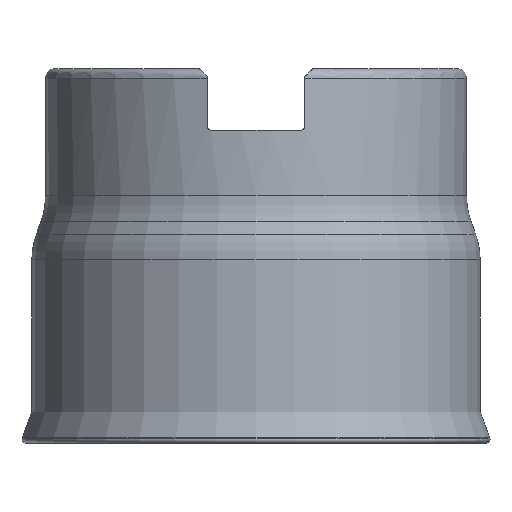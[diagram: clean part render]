
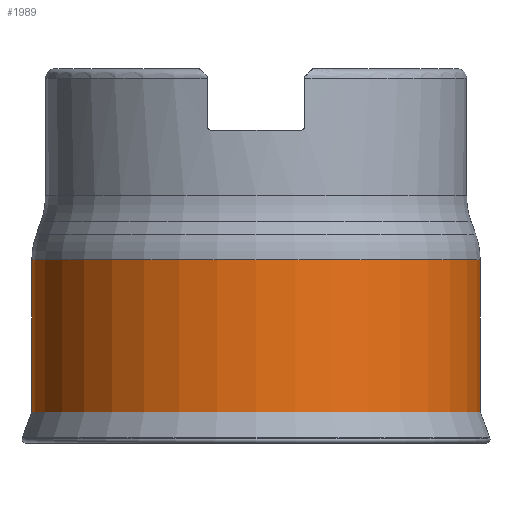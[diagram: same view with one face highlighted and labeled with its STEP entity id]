
A CAD part, left-side view. The second image highlights one B-rep face of the part: STEP entity #1989.
In plain terms, the highlighted cylindrical face has radius 23.95 mm (diameter 47.9 mm), a partial arc.
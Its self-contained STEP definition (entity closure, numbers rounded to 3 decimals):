
#480=CARTESIAN_POINT('',(0.,0.,20.394));
#481=DIRECTION('',(0.,0.,1.));
#482=DIRECTION('',(0.,-1.,0.));
#483=AXIS2_PLACEMENT_3D('',#480,#481,#482);
#488=CARTESIAN_POINT('',(0.,0.,37.903));
#489=DIRECTION('',(0.,0.,-1.));
#490=DIRECTION('',(0.,1.,0.));
#491=AXIS2_PLACEMENT_3D('',#488,#489,#490);
#504=DIRECTION('',(0.,0.,1.));
#505=VECTOR('',#504,17.508);
#506=CARTESIAN_POINT('',(0.,23.95,20.394));
#507=LINE('',#506,#505);
#519=DIRECTION('',(0.,0.,1.));
#520=VECTOR('',#519,17.508);
#521=CARTESIAN_POINT('',(0.,-23.95,20.394));
#522=LINE('',#521,#520);
#1932=CARTESIAN_POINT('',(0.,23.95,20.394));
#1933=CARTESIAN_POINT('',(0.,-23.95,20.394));
#1934=VERTEX_POINT('',#1932);
#1935=VERTEX_POINT('',#1933);
#1940=CARTESIAN_POINT('',(0.,-23.95,37.903));
#1941=CARTESIAN_POINT('',(0.,23.95,37.903));
#1942=VERTEX_POINT('',#1940);
#1943=VERTEX_POINT('',#1941);
#1975=CARTESIAN_POINT('',(0.,0.,41.58));
#1976=DIRECTION('',(0.,0.,-1.));
#1977=DIRECTION('',(0.,-1.,0.));
#1978=AXIS2_PLACEMENT_3D('',#1975,#1976,#1977);
#1979=CYLINDRICAL_SURFACE('',#1978,23.95);
#1980=ORIENTED_EDGE('',*,*,#1965,.F.);
#1982=ORIENTED_EDGE('',*,*,#1981,.T.);
#1984=ORIENTED_EDGE('',*,*,#1983,.F.);
#1986=ORIENTED_EDGE('',*,*,#1985,.F.);
#1987=EDGE_LOOP('',(#1980,#1982,#1984,#1986));
#1988=FACE_OUTER_BOUND('',#1987,.F.);
#484=CIRCLE('',#483,23.95);
#492=CIRCLE('',#491,23.95);
#1965=EDGE_CURVE('',#1935,#1934,#484,.T.);
#1981=EDGE_CURVE('',#1935,#1942,#522,.T.);
#1983=EDGE_CURVE('',#1943,#1942,#492,.T.);
#1985=EDGE_CURVE('',#1934,#1943,#507,.T.);
#1989=ADVANCED_FACE('',(#1988),#1979,.T.);
